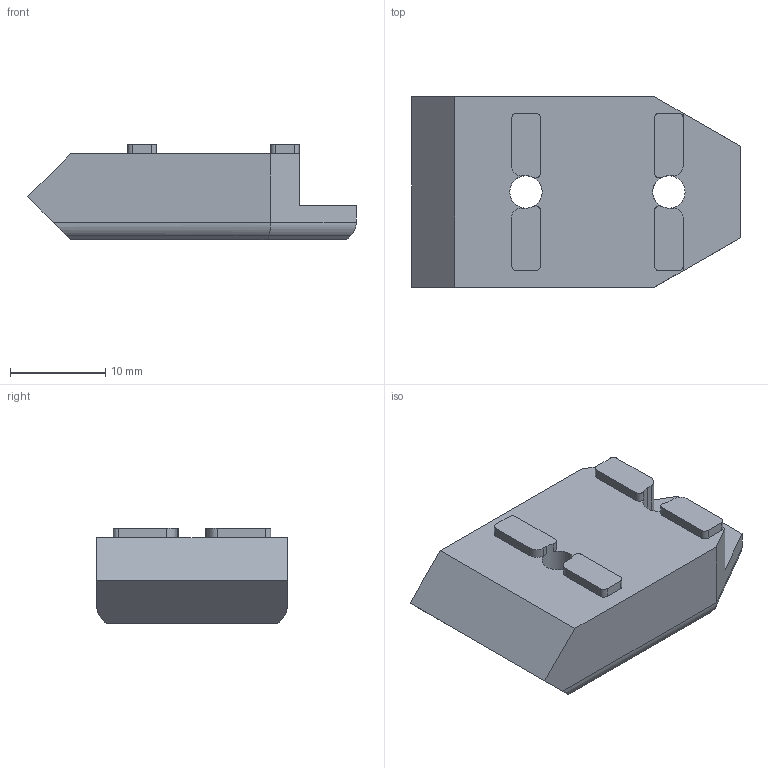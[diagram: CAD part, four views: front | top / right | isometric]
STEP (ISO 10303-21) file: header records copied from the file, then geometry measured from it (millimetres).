
FILE_DESCRIPTION(/* description */ (''),/* implementation_level */ '2;1');
FILE_NAME(/* name */ 'panel_clip_center_x14.step',/* time_stamp */ '2024-10-29T08:02:54+01:00',/* author */ (''),/* organization */ (''),/* preprocessor_version */ 'ST-DEVELOPER v20',/* originating_system */ 'Autodesk Translation Framework v13.20.0.188',/* authorisation */ '');
FILE_SCHEMA (('AUTOMOTIVE_DESIGN { 1 0 10303 214 3 1 1 }'));
Length unit declared in the file: millimetre
Products named in the file (1): panel_clip_center_x14
Bounding box: 34.5 x 20 x 10 mm (x, y, z)
Volume: 4704.3 mm3; surface area: 2202.7 mm2
Topology: 1 solids, 1 shells, 86 faces, 235 edges, 150 vertices
Faces by surface type: plane 59, cylinder 25, cone 2
Full cylindrical faces by diameter (mm): 3.4 x2, 6 x2
Entity records: 2757 total; most frequent: DIRECTION 479, CARTESIAN_POINT 472, ORIENTED_EDGE 470, EDGE_CURVE 235, LINE 165, VECTOR 165, AXIS2_PLACEMENT_3D 157, VERTEX_POINT 150
